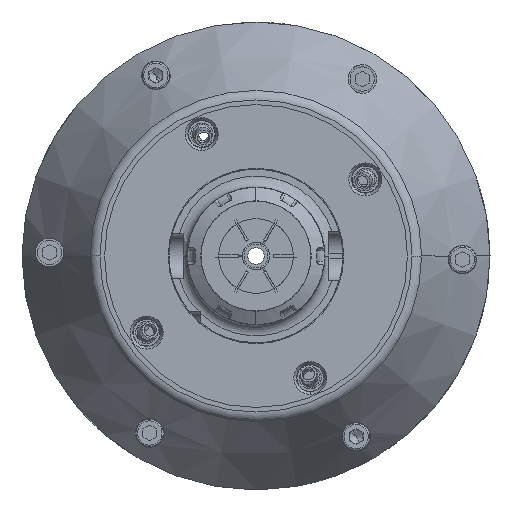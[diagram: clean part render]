
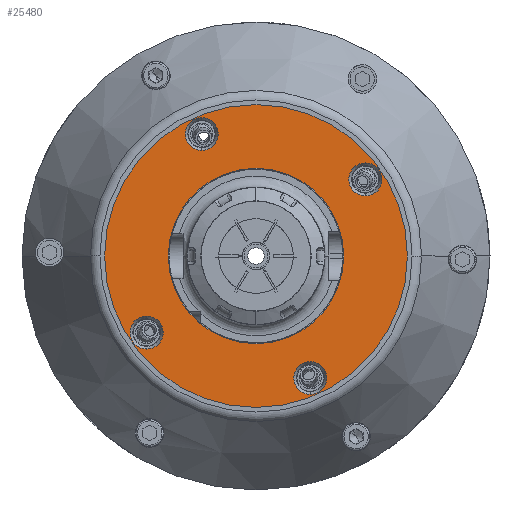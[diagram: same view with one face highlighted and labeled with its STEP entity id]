
A CAD part, left-side view. The second image highlights one B-rep face of the part: STEP entity #25480.
In plain terms, the highlighted planar face has unit normal (-1, 0, 0).
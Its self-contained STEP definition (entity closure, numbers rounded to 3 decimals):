
#25385 = VERTEX_POINT ( 'NONE', #46545 ) ;
#25392 = VERTEX_POINT ( 'NONE', #46635 ) ;
#25394 = EDGE_CURVE ( 'NONE', #25570, #25392, #46525, .T. ) ;
#25397 = VERTEX_POINT ( 'NONE', #46621 ) ;
#25432 = EDGE_CURVE ( 'NONE', #25385, #25572, #46595, .T. ) ;
#25440 = EDGE_CURVE ( 'NONE', #25397, #25447, #46571, .T. ) ;
#25447 = VERTEX_POINT ( 'NONE', #46504 ) ;
#25452 = EDGE_CURVE ( 'NONE', #25572, #25385, #46244, .T. ) ;
#25473 = EDGE_CURVE ( 'NONE', #25563, #25564, #46784, .T. ) ;
#25475 = EDGE_LOOP ( 'NONE', ( #25483, #25494 ) ) ;
#25478 = EDGE_LOOP ( 'NONE', ( #25497, #25505 ) ) ;
#25479 = EDGE_CURVE ( 'NONE', #25549, #25532, #46873, .T. ) ;
#25480 = ADVANCED_FACE ( 'NONE', ( #46648, #46796, #46879, #46875, #46869, #46874 ), #46880, .T. ) ;
#25481 = ORIENTED_EDGE ( 'NONE', *, *, #25529, .F. ) ;
#25482 = ORIENTED_EDGE ( 'NONE', *, *, #25473, .F. ) ;
#25483 = ORIENTED_EDGE ( 'NONE', *, *, #25479, .F. ) ;
#25484 = EDGE_LOOP ( 'NONE', ( #25495, #25500 ) ) ;
#25492 = EDGE_LOOP ( 'NONE', ( #25482, #25518 ) ) ;
#25494 = ORIENTED_EDGE ( 'NONE', *, *, #25551, .F. ) ;
#25495 = ORIENTED_EDGE ( 'NONE', *, *, #25504, .F. ) ;
#25496 = ORIENTED_EDGE ( 'NONE', *, *, #25580, .F. ) ;
#25497 = ORIENTED_EDGE ( 'NONE', *, *, #25452, .T. ) ;
#25499 = EDGE_LOOP ( 'NONE', ( #25501, #25509 ) ) ;
#25500 = ORIENTED_EDGE ( 'NONE', *, *, #25394, .F. ) ;
#25501 = ORIENTED_EDGE ( 'NONE', *, *, #25581, .F. ) ;
#25504 = EDGE_CURVE ( 'NONE', #25392, #25570, #46780, .T. ) ;
#25505 = ORIENTED_EDGE ( 'NONE', *, *, #25432, .T. ) ;
#25509 = ORIENTED_EDGE ( 'NONE', *, *, #25440, .F. ) ;
#25517 = EDGE_LOOP ( 'NONE', ( #25481, #25496 ) ) ;
#25518 = ORIENTED_EDGE ( 'NONE', *, *, #25565, .F. ) ;
#25529 = EDGE_CURVE ( 'NONE', #25578, #25579, #46813, .T. ) ;
#25532 = VERTEX_POINT ( 'NONE', #46664 ) ;
#25549 = VERTEX_POINT ( 'NONE', #46762 ) ;
#25551 = EDGE_CURVE ( 'NONE', #25532, #25549, #46758, .T. ) ;
#25563 = VERTEX_POINT ( 'NONE', #46740 ) ;
#25564 = VERTEX_POINT ( 'NONE', #46739 ) ;
#25565 = EDGE_CURVE ( 'NONE', #25564, #25563, #46741, .T. ) ;
#25570 = VERTEX_POINT ( 'NONE', #46725 ) ;
#25572 = VERTEX_POINT ( 'NONE', #46734 ) ;
#25578 = VERTEX_POINT ( 'NONE', #46714 ) ;
#25579 = VERTEX_POINT ( 'NONE', #46717 ) ;
#25580 = EDGE_CURVE ( 'NONE', #25579, #25578, #46728, .T. ) ;
#25581 = EDGE_CURVE ( 'NONE', #25447, #25397, #46716, .T. ) ;
#46227 = AXIS2_PLACEMENT_3D ( 'NONE', #46235, #46234, #46233 ) ;
#46233 = DIRECTION ( 'NONE',  ( 0., 0., -1. ) ) ;
#46234 = DIRECTION ( 'NONE',  ( 1., 0., 0. ) ) ;
#46235 = CARTESIAN_POINT ( 'NONE',  ( 4., 0., 0. ) ) ;
#46244 = CIRCLE ( 'NONE', #46227, 31.85 ) ;
#46504 = CARTESIAN_POINT ( 'NONE',  ( 4., 0., -55. ) ) ;
#46507 = DIRECTION ( 'NONE',  ( 0., 0., -1. ) ) ;
#46508 = DIRECTION ( 'NONE',  ( 1., 0., 0. ) ) ;
#46509 = AXIS2_PLACEMENT_3D ( 'NONE', #46580, #46508, #46507 ) ;
#46520 = AXIS2_PLACEMENT_3D ( 'NONE', #46629, #46628, #46627 ) ;
#46525 = CIRCLE ( 'NONE', #46520, 6. ) ;
#46545 = CARTESIAN_POINT ( 'NONE',  ( 4., 0., 31.85 ) ) ;
#46571 = CIRCLE ( 'NONE', #46509, 55. ) ;
#46573 = DIRECTION ( 'NONE',  ( 0., 0., -1. ) ) ;
#46574 = DIRECTION ( 'NONE',  ( 1., 0., 0. ) ) ;
#46576 = CARTESIAN_POINT ( 'NONE',  ( 4., 0., 0. ) ) ;
#46580 = CARTESIAN_POINT ( 'NONE',  ( 4., 0., 0. ) ) ;
#46595 = CIRCLE ( 'NONE', #46601, 31.85 ) ;
#46601 = AXIS2_PLACEMENT_3D ( 'NONE', #46576, #46574, #46573 ) ;
#46621 = CARTESIAN_POINT ( 'NONE',  ( 4., 0., 55. ) ) ;
#46627 = DIRECTION ( 'NONE',  ( 0., 0., 1. ) ) ;
#46628 = DIRECTION ( 'NONE',  ( -1., 0., 0. ) ) ;
#46629 = CARTESIAN_POINT ( 'NONE',  ( 4., 19.727, 44.307 ) ) ;
#46635 = CARTESIAN_POINT ( 'NONE',  ( 4., 19.727, 50.307 ) ) ;
#46648 = FACE_BOUND ( 'NONE', #25492, .T. ) ;
#46664 = CARTESIAN_POINT ( 'NONE',  ( 4., -39.729, 21.818 ) ) ;
#46672 = DIRECTION ( 'NONE',  ( 0., 0., 1. ) ) ;
#46673 = DIRECTION ( 'NONE',  ( -1., 0., 0. ) ) ;
#46674 = AXIS2_PLACEMENT_3D ( 'NONE', #46822, #46673, #46672 ) ;
#46701 = DIRECTION ( 'NONE',  ( 0., 0., -1. ) ) ;
#46702 = DIRECTION ( 'NONE',  ( 1., 0., 0. ) ) ;
#46703 = AXIS2_PLACEMENT_3D ( 'NONE', #46709, #46702, #46701 ) ;
#46704 = DIRECTION ( 'NONE',  ( 0., 0., 1. ) ) ;
#46705 = DIRECTION ( 'NONE',  ( -1., 0., 0. ) ) ;
#46706 = CARTESIAN_POINT ( 'NONE',  ( 4., -19.727, -44.307 ) ) ;
#46709 = CARTESIAN_POINT ( 'NONE',  ( 4., 0., 0. ) ) ;
#46710 = AXIS2_PLACEMENT_3D ( 'NONE', #46706, #46705, #46704 ) ;
#46714 = CARTESIAN_POINT ( 'NONE',  ( 4., -19.727, -38.307 ) ) ;
#46716 = CIRCLE ( 'NONE', #46703, 55. ) ;
#46717 = CARTESIAN_POINT ( 'NONE',  ( 4., -19.727, -50.307 ) ) ;
#46725 = CARTESIAN_POINT ( 'NONE',  ( 4., 19.727, 38.307 ) ) ;
#46728 = CIRCLE ( 'NONE', #46710, 6. ) ;
#46730 = DIRECTION ( 'NONE',  ( 0., 0., 1. ) ) ;
#46731 = DIRECTION ( 'NONE',  ( -1., 0., 0. ) ) ;
#46734 = CARTESIAN_POINT ( 'NONE',  ( 4., 0., -31.85 ) ) ;
#46736 = CARTESIAN_POINT ( 'NONE',  ( 4., 39.729, -27.818 ) ) ;
#46739 = CARTESIAN_POINT ( 'NONE',  ( 4., 39.729, -33.818 ) ) ;
#46740 = CARTESIAN_POINT ( 'NONE',  ( 4., 39.729, -21.818 ) ) ;
#46741 = CIRCLE ( 'NONE', #46742, 6. ) ;
#46742 = AXIS2_PLACEMENT_3D ( 'NONE', #46736, #46731, #46730 ) ;
#46750 = DIRECTION ( 'NONE',  ( 0., 0., 1. ) ) ;
#46751 = DIRECTION ( 'NONE',  ( -1., 0., 0. ) ) ;
#46752 = CARTESIAN_POINT ( 'NONE',  ( 4., -39.729, 27.818 ) ) ;
#46758 = CIRCLE ( 'NONE', #46767, 6. ) ;
#46762 = CARTESIAN_POINT ( 'NONE',  ( 4., -39.729, 33.818 ) ) ;
#46767 = AXIS2_PLACEMENT_3D ( 'NONE', #46752, #46751, #46750 ) ;
#46772 = DIRECTION ( 'NONE',  ( 0., 0., 1. ) ) ;
#46773 = DIRECTION ( 'NONE',  ( -1., 0., 0. ) ) ;
#46774 = AXIS2_PLACEMENT_3D ( 'NONE', #46868, #46773, #46772 ) ;
#46780 = CIRCLE ( 'NONE', #46774, 6. ) ;
#46784 = CIRCLE ( 'NONE', #46883, 6. ) ;
#46796 = FACE_BOUND ( 'NONE', #25475, .T. ) ;
#46813 = CIRCLE ( 'NONE', #46674, 6. ) ;
#46822 = CARTESIAN_POINT ( 'NONE',  ( 4., -19.727, -44.307 ) ) ;
#46862 = DIRECTION ( 'NONE',  ( 0., 0., 1. ) ) ;
#46863 = DIRECTION ( 'NONE',  ( -1., 0., 0. ) ) ;
#46864 = CARTESIAN_POINT ( 'NONE',  ( 4., 55., 0. ) ) ;
#46868 = CARTESIAN_POINT ( 'NONE',  ( 4., 19.727, 44.307 ) ) ;
#46869 = FACE_BOUND ( 'NONE', #25478, .T. ) ;
#46870 = DIRECTION ( 'NONE',  ( 0., 0., 1. ) ) ;
#46871 = DIRECTION ( 'NONE',  ( -1., 0., 0. ) ) ;
#46872 = AXIS2_PLACEMENT_3D ( 'NONE', #46878, #46871, #46870 ) ;
#46873 = CIRCLE ( 'NONE', #46872, 6. ) ;
#46874 = FACE_OUTER_BOUND ( 'NONE', #25499, .T. ) ;
#46875 = FACE_BOUND ( 'NONE', #25484, .T. ) ;
#46876 = DIRECTION ( 'NONE',  ( 0., 0., 1. ) ) ;
#46877 = DIRECTION ( 'NONE',  ( -1., 0., 0. ) ) ;
#46878 = CARTESIAN_POINT ( 'NONE',  ( 4., -39.729, 27.818 ) ) ;
#46879 = FACE_BOUND ( 'NONE', #25517, .T. ) ;
#46880 = PLANE ( 'NONE',  #46882 ) ;
#46881 = CARTESIAN_POINT ( 'NONE',  ( 4., 39.729, -27.818 ) ) ;
#46882 = AXIS2_PLACEMENT_3D ( 'NONE', #46864, #46863, #46862 ) ;
#46883 = AXIS2_PLACEMENT_3D ( 'NONE', #46881, #46877, #46876 ) ;
